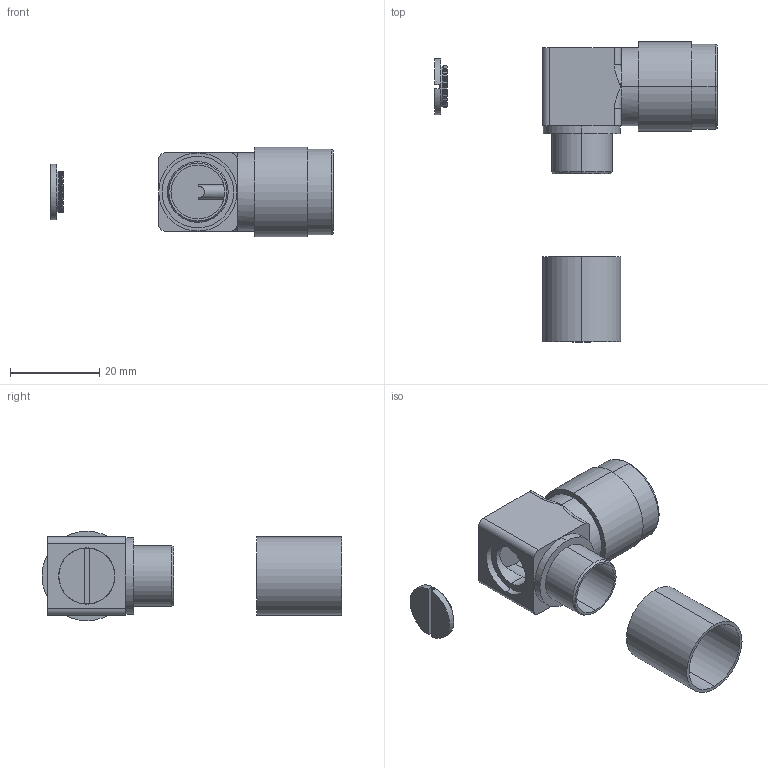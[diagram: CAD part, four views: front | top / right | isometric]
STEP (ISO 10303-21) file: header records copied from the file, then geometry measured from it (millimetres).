
FILE_DESCRIPTION (( 'STEP AP203' ), '1' );
FILE_NAME ('ANM-1616.STEP', '2010-05-05T14:03:46', ( 'x' ), ( 'Microsoft' ), 'SwSTEP 2.0', 'SolidWorks 2010', '' );
FILE_SCHEMA (( 'CONFIG_CONTROL_DESIGN' ));
Length unit declared in the file: inch
Products named in the file (4): ANM-1616-MA1; ANM-1616; ANM-1616-MA2
Assembly tree (3 placements, depth 2):
  ANM-1616
    ANM-1616-MA1
    ANM-1616-MA2
    ANM-1616
Bounding box: 63.27 x 67.07 x 20.02 mm (x, y, z)
Volume: 8093.5 mm3; surface area: 9332.9 mm2
Topology: 3 solids, 3 shells, 169 faces, 372 edges, 219 vertices
Faces by surface type: cylinder 67, cone 58, plane 40, torus 2, bspline 2
Entity records: 6418 total; most frequent: CARTESIAN_POINT 2186, DIRECTION 882, ORIENTED_EDGE 740, EDGE_CURVE 370, AXIS2_PLACEMENT_3D 353, VERTEX_POINT 219, EDGE_LOOP 185, CIRCLE 180
